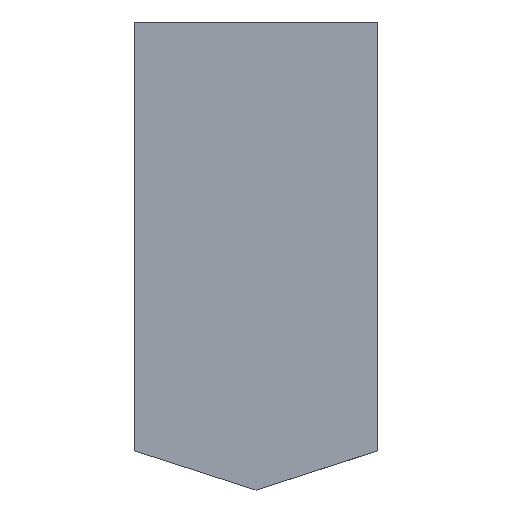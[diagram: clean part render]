
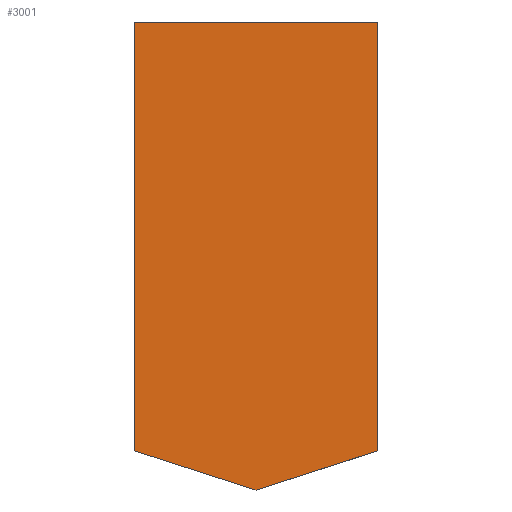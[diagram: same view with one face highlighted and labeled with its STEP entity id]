
A CAD part, front view. The second image highlights one B-rep face of the part: STEP entity #3001.
In plain terms, the highlighted planar face has unit normal (0, -1, 0).
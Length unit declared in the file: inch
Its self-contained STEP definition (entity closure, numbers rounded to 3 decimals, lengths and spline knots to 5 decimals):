
#106 = CARTESIAN_POINT ( 'NONE',  ( 0., -0.75, -83.12191 ) ) ;
#196 = LINE ( 'NONE', #4370, #3937 ) ;
#499 = EDGE_CURVE ( 'NONE', #3533, #2814, #2393, .T. ) ;
#615 = CARTESIAN_POINT ( 'NONE',  ( 39.875, -0.75, -70.27315 ) ) ;
#708 = LINE ( 'NONE', #3833, #990 ) ;
#753 = EDGE_CURVE ( 'NONE', #991, #3632, #2189, .T. ) ;
#877 = ORIENTED_EDGE ( 'NONE', *, *, #3478, .T. ) ;
#880 = VECTOR ( 'NONE', #2580, 39.37008 ) ;
#990 = VECTOR ( 'NONE', #4237, 39.37008 ) ;
#991 = VERTEX_POINT ( 'NONE', #615 ) ;
#1213 = DIRECTION ( 'NONE',  ( 0., 0., -1. ) ) ;
#1291 = ORIENTED_EDGE ( 'NONE', *, *, #3814, .T. ) ;
#1581 = VERTEX_POINT ( 'NONE', #3447 ) ;
#1702 = CARTESIAN_POINT ( 'NONE',  ( -39.875, -0.75, -70.27315 ) ) ;
#1784 = AXIS2_PLACEMENT_3D ( 'NONE', #3895, #3876, #4535 ) ;
#2120 = EDGE_LOOP ( 'NONE', ( #877, #1291, #2831, #4072, #3323 ) ) ;
#2189 = LINE ( 'NONE', #3972, #880 ) ;
#2220 = VECTOR ( 'NONE', #2739, 39.37008 ) ;
#2393 = LINE ( 'NONE', #1702, #2220 ) ;
#2580 = DIRECTION ( 'NONE',  ( 0., 0., 1. ) ) ;
#2739 = DIRECTION ( 'NONE',  ( 0.952, 0., -0.307 ) ) ;
#2814 = VERTEX_POINT ( 'NONE', #106 ) ;
#2831 = ORIENTED_EDGE ( 'NONE', *, *, #499, .T. ) ;
#2842 = PLANE ( 'NONE',  #1784 ) ;
#3001 = ADVANCED_FACE ( 'NONE', ( #3527 ), #2842, .T. ) ;
#3128 = CARTESIAN_POINT ( 'NONE',  ( 39.875, -0.75, 70.375 ) ) ;
#3323 = ORIENTED_EDGE ( 'NONE', *, *, #753, .T. ) ;
#3417 = VECTOR ( 'NONE', #3502, 39.37008 ) ;
#3447 = CARTESIAN_POINT ( 'NONE',  ( -39.875, -0.75, 70.375 ) ) ;
#3478 = EDGE_CURVE ( 'NONE', #3632, #1581, #4229, .T. ) ;
#3502 = DIRECTION ( 'NONE',  ( -1., 0., 0. ) ) ;
#3527 = FACE_OUTER_BOUND ( 'NONE', #2120, .T. ) ;
#3533 = VERTEX_POINT ( 'NONE', #3826 ) ;
#3632 = VERTEX_POINT ( 'NONE', #3979 ) ;
#3814 = EDGE_CURVE ( 'NONE', #1581, #3533, #196, .T. ) ;
#3826 = CARTESIAN_POINT ( 'NONE',  ( -39.875, -0.75, -70.27315 ) ) ;
#3833 = CARTESIAN_POINT ( 'NONE',  ( 0., -0.75, -83.12191 ) ) ;
#3876 = DIRECTION ( 'NONE',  ( 0., -1., 0. ) ) ;
#3895 = CARTESIAN_POINT ( 'NONE',  ( 0., -0.75, 0. ) ) ;
#3937 = VECTOR ( 'NONE', #1213, 39.37008 ) ;
#3972 = CARTESIAN_POINT ( 'NONE',  ( 39.875, -0.75, -70.27315 ) ) ;
#3979 = CARTESIAN_POINT ( 'NONE',  ( 39.875, -0.75, 70.375 ) ) ;
#4072 = ORIENTED_EDGE ( 'NONE', *, *, #4273, .T. ) ;
#4229 = LINE ( 'NONE', #3128, #3417 ) ;
#4237 = DIRECTION ( 'NONE',  ( 0.952, 0., 0.307 ) ) ;
#4273 = EDGE_CURVE ( 'NONE', #2814, #991, #708, .T. ) ;
#4370 = CARTESIAN_POINT ( 'NONE',  ( -39.875, -0.75, 70.375 ) ) ;
#4535 = DIRECTION ( 'NONE',  ( 0., 0., -1. ) ) ;
